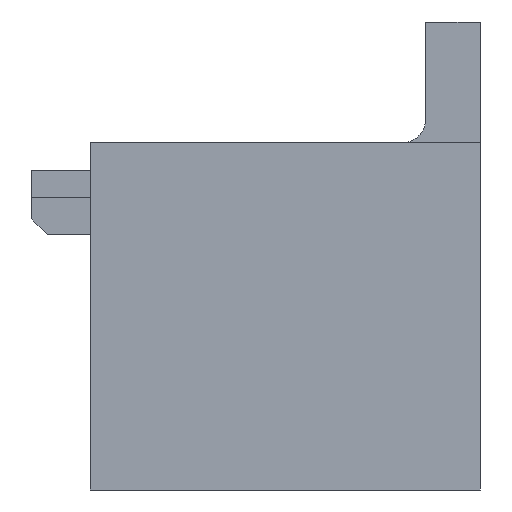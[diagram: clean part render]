
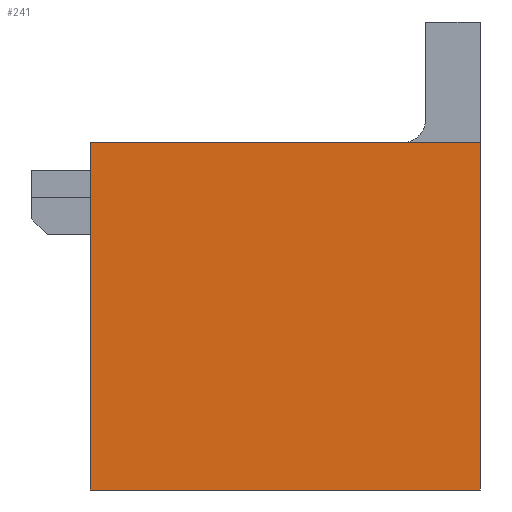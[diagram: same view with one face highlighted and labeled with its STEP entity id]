
A CAD part, left-side view. The second image highlights one B-rep face of the part: STEP entity #241.
In plain terms, the highlighted planar face has unit normal (-1, 0, 0).
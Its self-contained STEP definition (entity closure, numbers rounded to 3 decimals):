
#241 = ADVANCED_FACE( '', ( #485 ), #486, .T. );
#485 = FACE_OUTER_BOUND( '', #747, .T. );
#486 = PLANE( '', #748 );
#747 = EDGE_LOOP( '', ( #1692, #1693, #1694, #1695 ) );
#748 = AXIS2_PLACEMENT_3D( '', #1696, #1697, #1698 );
#1692 = ORIENTED_EDGE( '', *, *, #2029, .T. );
#1693 = ORIENTED_EDGE( '', *, *, #2225, .T. );
#1694 = ORIENTED_EDGE( '', *, *, #2219, .F. );
#1695 = ORIENTED_EDGE( '', *, *, #2150, .T. );
#1696 = CARTESIAN_POINT( '', ( -4.4, 2.875, -2.225 ) );
#1697 = DIRECTION( '', ( -1., 0., 0. ) );
#1698 = DIRECTION( '', ( 0., 0., 1. ) );
#2029 = EDGE_CURVE( '', #2519, #2517, #2520, .T. );
#2150 = EDGE_CURVE( '', #2719, #2519, #2720, .T. );
#2219 = EDGE_CURVE( '', #2719, #2807, #2808, .T. );
#2225 = EDGE_CURVE( '', #2517, #2807, #2814, .T. );
#2517 = VERTEX_POINT( '', #3249 );
#2519 = VERTEX_POINT( '', #3252 );
#2520 = LINE( '', #3253, #3254 );
#2719 = VERTEX_POINT( '', #3569 );
#2720 = LINE( '', #3570, #3571 );
#2807 = VERTEX_POINT( '', #3726 );
#2808 = LINE( '', #3727, #3728 );
#2814 = LINE( '', #3739, #3740 );
#3249 = CARTESIAN_POINT( '', ( -4.4, -2.875, -2.225 ) );
#3252 = CARTESIAN_POINT( '', ( -4.4, 2.125, -2.225 ) );
#3253 = CARTESIAN_POINT( '', ( -4.4, 2.125, -2.225 ) );
#3254 = VECTOR( '', #3919, 1000. );
#3569 = CARTESIAN_POINT( '', ( -4.4, 2.125, 2.225 ) );
#3570 = CARTESIAN_POINT( '', ( -4.4, 2.125, 2.225 ) );
#3571 = VECTOR( '', #4048, 1000. );
#3726 = CARTESIAN_POINT( '', ( -4.4, -2.875, 2.225 ) );
#3727 = CARTESIAN_POINT( '', ( -4.4, 2.125, 2.225 ) );
#3728 = VECTOR( '', #4117, 1000. );
#3739 = CARTESIAN_POINT( '', ( -4.4, -2.875, -2.225 ) );
#3740 = VECTOR( '', #4123, 1000. );
#3919 = DIRECTION( '', ( 0., -1., 0. ) );
#4048 = DIRECTION( '', ( 0., 0., -1. ) );
#4117 = DIRECTION( '', ( 0., -1., 0. ) );
#4123 = DIRECTION( '', ( 0., 0., 1. ) );
